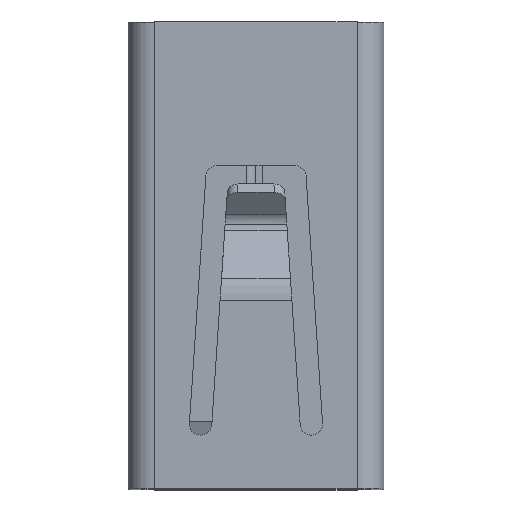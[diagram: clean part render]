
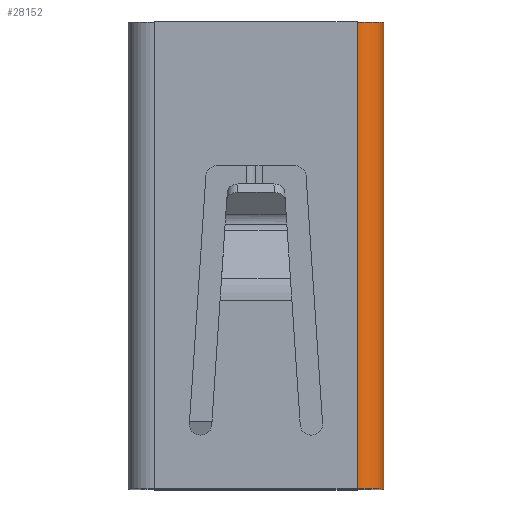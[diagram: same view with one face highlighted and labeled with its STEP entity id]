
A CAD part, top view. The second image highlights one B-rep face of the part: STEP entity #28152.
In plain terms, the highlighted cylindrical face has radius 0.6 mm (diameter 1.2 mm), a partial arc.
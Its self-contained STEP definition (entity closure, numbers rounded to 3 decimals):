
#519 = EDGE_CURVE ( 'NONE', #29265, #4918, #18480, .T. ) ;
#1964 = EDGE_CURVE ( 'NONE', #17541, #29265, #35711, .T. ) ;
#3117 = CARTESIAN_POINT ( 'NONE',  ( 2.25, 0., 13.05 ) ) ;
#3625 = EDGE_CURVE ( 'NONE', #19242, #4918, #16660, .T. ) ;
#4699 = AXIS2_PLACEMENT_3D ( 'NONE', #7675, #34718, #21389 ) ;
#4918 = VERTEX_POINT ( 'NONE', #18947 ) ;
#5979 = CARTESIAN_POINT ( 'NONE',  ( 2.85, -10.4, 13.05 ) ) ;
#7675 = CARTESIAN_POINT ( 'NONE',  ( 2.25, -10.4, 13.05 ) ) ;
#8129 = ORIENTED_EDGE ( 'NONE', *, *, #16329, .F. ) ;
#9068 = DIRECTION ( 'NONE',  ( 0., 0., 1. ) ) ;
#9735 = LINE ( 'NONE', #21469, #23990 ) ;
#9750 = CARTESIAN_POINT ( 'NONE',  ( 2.25, -10.4, 13.65 ) ) ;
#10502 = CARTESIAN_POINT ( 'NONE',  ( 2.85, -10.4, 13.05 ) ) ;
#10798 = ORIENTED_EDGE ( 'NONE', *, *, #1964, .T. ) ;
#14938 = ORIENTED_EDGE ( 'NONE', *, *, #3625, .F. ) ;
#15584 = ORIENTED_EDGE ( 'NONE', *, *, #519, .T. ) ;
#16298 = DIRECTION ( 'NONE',  ( 0., 1., 0. ) ) ;
#16329 = EDGE_CURVE ( 'NONE', #17541, #19242, #9735, .T. ) ;
#16660 = CIRCLE ( 'NONE', #25805, 0.6 ) ;
#17186 = DIRECTION ( 'NONE',  ( 0., 1., 0. ) ) ;
#17474 = CARTESIAN_POINT ( 'NONE',  ( 2.25, 0., 13.65 ) ) ;
#17541 = VERTEX_POINT ( 'NONE', #9750 ) ;
#17821 = FACE_OUTER_BOUND ( 'NONE', #24671, .T. ) ;
#18480 = LINE ( 'NONE', #10502, #25900 ) ;
#18947 = CARTESIAN_POINT ( 'NONE',  ( 2.85, 0., 13.05 ) ) ;
#19242 = VERTEX_POINT ( 'NONE', #17474 ) ;
#19890 = CARTESIAN_POINT ( 'NONE',  ( 2.25, -10.4, 13.05 ) ) ;
#21389 = DIRECTION ( 'NONE',  ( 0., 0., 1. ) ) ;
#21469 = CARTESIAN_POINT ( 'NONE',  ( 2.25, -10.4, 13.65 ) ) ;
#22446 = DIRECTION ( 'NONE',  ( 0., 1., 0. ) ) ;
#23462 = DIRECTION ( 'NONE',  ( 0., 1., 0. ) ) ;
#23990 = VECTOR ( 'NONE', #23462, 1000. ) ;
#24671 = EDGE_LOOP ( 'NONE', ( #14938, #8129, #10798, #15584 ) ) ;
#25805 = AXIS2_PLACEMENT_3D ( 'NONE', #3117, #22446, #9068 ) ;
#25900 = VECTOR ( 'NONE', #16298, 1000. ) ;
#28152 = ADVANCED_FACE ( 'NONE', ( #17821 ), #28572, .T. ) ;
#28572 = CYLINDRICAL_SURFACE ( 'NONE', #4699, 0.6 ) ;
#29265 = VERTEX_POINT ( 'NONE', #5979 ) ;
#31850 = DIRECTION ( 'NONE',  ( 0., 0., 1. ) ) ;
#33408 = AXIS2_PLACEMENT_3D ( 'NONE', #19890, #17186, #31850 ) ;
#34718 = DIRECTION ( 'NONE',  ( 0., 1., 0. ) ) ;
#35711 = CIRCLE ( 'NONE', #33408, 0.6 ) ;
